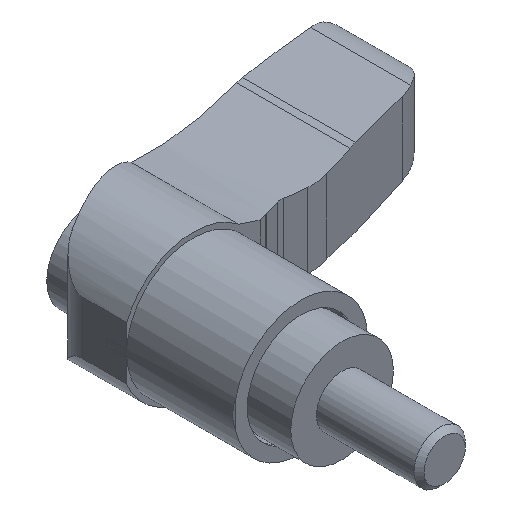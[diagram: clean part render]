
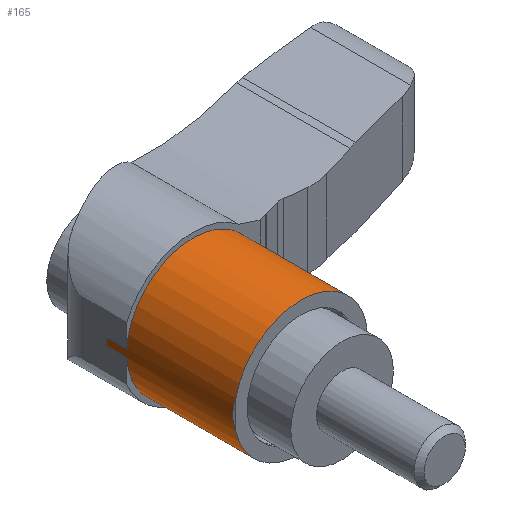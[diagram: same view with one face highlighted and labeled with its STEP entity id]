
A CAD part, isometric view. The second image highlights one B-rep face of the part: STEP entity #165.
In plain terms, the highlighted cylindrical face has radius 6.5 mm (diameter 13 mm), a full revolution.
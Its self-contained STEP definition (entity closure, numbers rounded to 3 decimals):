
#165 = ADVANCED_FACE( '', ( #347, #348 ), #349, .T. );
#347 = FACE_OUTER_BOUND( '', #534, .T. );
#348 = FACE_OUTER_BOUND( '', #535, .T. );
#349 = CYLINDRICAL_SURFACE( '', #536, 6.5 );
#534 = EDGE_LOOP( '', ( #954, #955, #956, #957 ) );
#535 = EDGE_LOOP( '', ( #958, #959 ) );
#536 = AXIS2_PLACEMENT_3D( '', #960, #961, #962 );
#954 = ORIENTED_EDGE( '', *, *, #1176, .F. );
#955 = ORIENTED_EDGE( '', *, *, #1212, .T. );
#956 = ORIENTED_EDGE( '', *, *, #1204, .T. );
#957 = ORIENTED_EDGE( '', *, *, #1213, .T. );
#958 = ORIENTED_EDGE( '', *, *, #1214, .T. );
#959 = ORIENTED_EDGE( '', *, *, #1209, .T. );
#960 = CARTESIAN_POINT( '', ( -0.01, 16.438, 0. ) );
#961 = DIRECTION( '', ( 0., -1., 0. ) );
#962 = DIRECTION( '', ( -1., 0., 0. ) );
#1176 = EDGE_CURVE( '', #1433, #1434, #1435, .T. );
#1204 = EDGE_CURVE( '', #1464, #1470, #1472, .F. );
#1209 = EDGE_CURVE( '', #1477, #1478, #1479, .T. );
#1212 = EDGE_CURVE( '', #1433, #1464, #1482, .F. );
#1213 = EDGE_CURVE( '', #1470, #1434, #1483, .T. );
#1214 = EDGE_CURVE( '', #1478, #1477, #1484, .T. );
#1433 = VERTEX_POINT( '', #1974 );
#1434 = VERTEX_POINT( '', #1975 );
#1435 = CIRCLE( '', #1976, 6.5 );
#1464 = VERTEX_POINT( '', #2019 );
#1470 = VERTEX_POINT( '', #2026 );
#1472 = CIRCLE( '', #2029, 6.5 );
#1477 = VERTEX_POINT( '', #2038 );
#1478 = VERTEX_POINT( '', #2039 );
#1479 = CIRCLE( '', #2040, 6.5 );
#1482 = LINE( '', #2044, #2045 );
#1483 = LINE( '', #2046, #2047 );
#1484 = ELLIPSE( '', #2048, 9.192, 6.5 );
#1974 = CARTESIAN_POINT( '', ( -6.5, 16.438, -0.36 ) );
#1975 = CARTESIAN_POINT( '', ( -6.5, 16.438, 0.36 ) );
#1976 = AXIS2_PLACEMENT_3D( '', #2235, #2236, #2237 );
#2019 = CARTESIAN_POINT( '', ( -6.5, 14.5, -0.36 ) );
#2026 = CARTESIAN_POINT( '', ( -6.5, 14.5, 0.36 ) );
#2029 = AXIS2_PLACEMENT_3D( '', #2260, #2261, #2262 );
#2038 = CARTESIAN_POINT( '', ( -6.36, 4., 1.388 ) );
#2039 = CARTESIAN_POINT( '', ( -6.36, 4., -1.388 ) );
#2040 = AXIS2_PLACEMENT_3D( '', #2264, #2265, #2266 );
#2044 = CARTESIAN_POINT( '', ( -6.5, 16.438, -0.36 ) );
#2045 = VECTOR( '', #2268, 1000. );
#2046 = CARTESIAN_POINT( '', ( -6.5, 16.438, 0.36 ) );
#2047 = VECTOR( '', #2269, 1000. );
#2048 = AXIS2_PLACEMENT_3D( '', #2270, #2271, #2272 );
#2235 = CARTESIAN_POINT( '', ( -0.01, 16.438, 0. ) );
#2236 = DIRECTION( '', ( 0., 1., 0. ) );
#2237 = DIRECTION( '', ( -1., 0., 0. ) );
#2260 = CARTESIAN_POINT( '', ( -0.01, 14.5, 0. ) );
#2261 = DIRECTION( '', ( 0., 1., 0. ) );
#2262 = DIRECTION( '', ( 0., 0., 1. ) );
#2264 = CARTESIAN_POINT( '', ( -0.01, 4., 0. ) );
#2265 = DIRECTION( '', ( 0., 1., 0. ) );
#2266 = DIRECTION( '', ( -1., 0., 0. ) );
#2268 = DIRECTION( '', ( 0., 1., 0. ) );
#2269 = DIRECTION( '', ( 0., 1., 0. ) );
#2270 = CARTESIAN_POINT( '', ( -0.01, -2.35, 0. ) );
#2271 = DIRECTION( '', ( 0.707, 0.707, 0. ) );
#2272 = DIRECTION( '', ( -0.707, 0.707, 0. ) );
